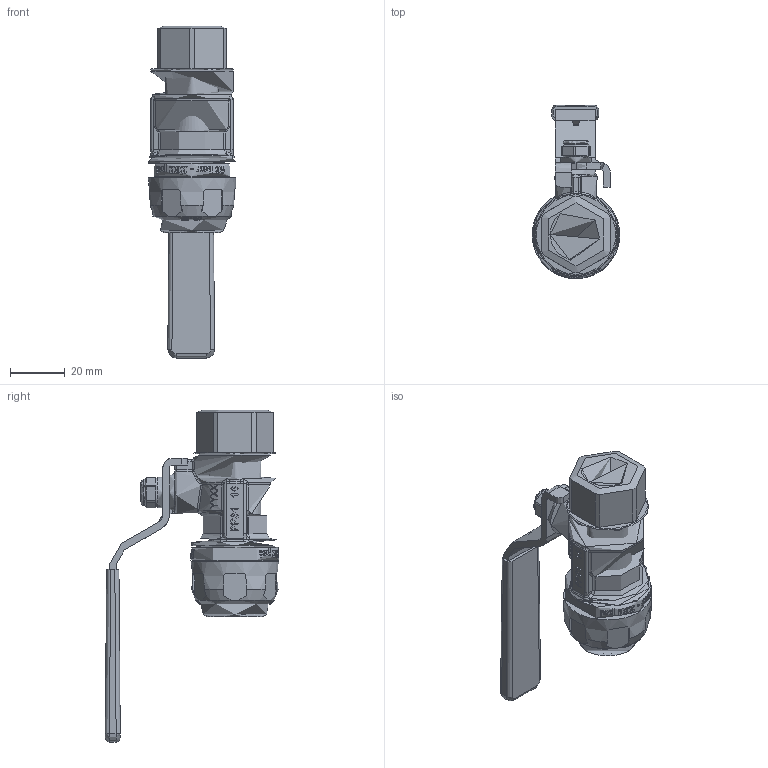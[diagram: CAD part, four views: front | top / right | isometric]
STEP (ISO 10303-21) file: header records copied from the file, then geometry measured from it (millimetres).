
FILE_DESCRIPTION(/* description */ ('STEP AP214'),/* implementation_level */ '2;1');
FILE_NAME(/* name */ 'PPS1 RSIF1612.stp.stp',/* time_stamp */ '2020-07-05T22:49:35+02:00',/* author */ (' '),/* organization */ (' '),/* preprocessor_version */ 'ST-DEVELOPER v18',/* originating_system */ 'Autodesk Inventor 2020',/* authorisation */ ' ');
FILE_SCHEMA (('AUTOMOTIVE_DESIGN { 1 0 10303 214 3 1 1 }'));
Products named in the file (1): PPS1 RSIF1612.stp
Bounding box: 32 x 63.3 x 121.12 mm (x, y, z)
Volume: 38384.5 mm3; surface area: 19616 mm2
Topology: 1 solids, 1 shells, 1324 faces, 3577 edges, 2339 vertices
Faces by surface type: bspline 652, plane 409, cylinder 180, cone 69, torus 8, sphere 6
Full cylindrical faces by diameter (mm): 4 x1, 4.4 x1, 6 x1, 9.5 x1, 11 x1, 14 x1, 16.6 x1, 19 x10, 22 x1, 24.5 x1, 30 x2, 31.406 x1, 31.5 x1
Entity records: 200177 total; most frequent: CARTESIAN_POINT 170277, ORIENTED_EDGE 7130, DIRECTION 3868, EDGE_CURVE 3565, VERTEX_POINT 2339, LINE 1524, VECTOR 1524, B_SPLINE_CURVE_WITH_KNOTS 1466
